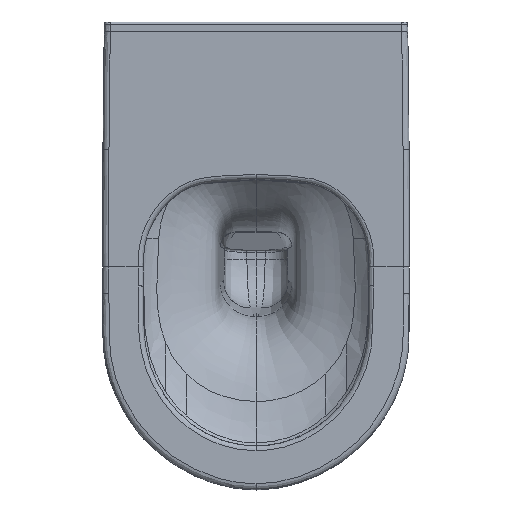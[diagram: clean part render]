
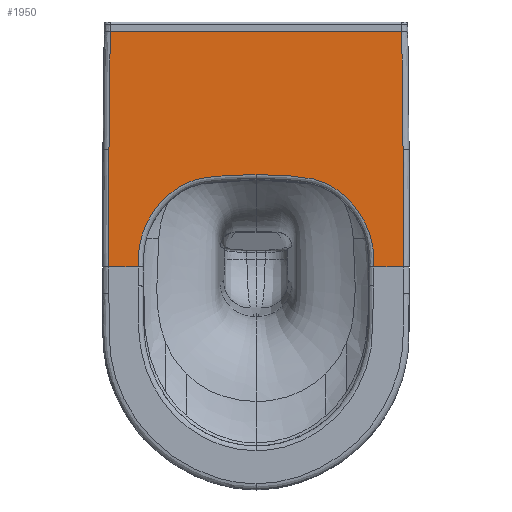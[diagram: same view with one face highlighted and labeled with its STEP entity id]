
A CAD part, top view. The second image highlights one B-rep face of the part: STEP entity #1950.
In plain terms, the highlighted planar face has unit normal (0, 0, 1).
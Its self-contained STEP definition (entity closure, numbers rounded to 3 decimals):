
#1950=ADVANCED_FACE('',(#2907),#2297,.F.);
#2297=PLANE('',#15056);
#2907=FACE_OUTER_BOUND('',#3830,.T.);
#3830=EDGE_LOOP('',(#7685,#7686,#7687,#7688,#7689,#7690,#7691,#7692,#7693));
#4254=LINE('',#209080,#4427);
#4255=LINE('',#209097,#4428);
#4256=LINE('',#209153,#4429);
#4427=VECTOR('',#16139,1.);
#4428=VECTOR('',#16142,1.);
#4429=VECTOR('',#16143,1.);
#7685=ORIENTED_EDGE('',*,*,#12196,.T.);
#7686=ORIENTED_EDGE('',*,*,#12198,.T.);
#7687=ORIENTED_EDGE('',*,*,#12199,.T.);
#7688=ORIENTED_EDGE('',*,*,#12200,.F.);
#7689=ORIENTED_EDGE('',*,*,#12201,.T.);
#7690=ORIENTED_EDGE('',*,*,#12202,.T.);
#7691=ORIENTED_EDGE('',*,*,#12203,.F.);
#7692=ORIENTED_EDGE('',*,*,#12204,.T.);
#7693=ORIENTED_EDGE('',*,*,#12205,.T.);
#10153=VERTEX_POINT('',#209079);
#10154=VERTEX_POINT('',#209081);
#10155=VERTEX_POINT('',#209091);
#10156=VERTEX_POINT('',#209096);
#10157=VERTEX_POINT('',#209098);
#10158=VERTEX_POINT('',#209125);
#10159=VERTEX_POINT('',#209152);
#10160=VERTEX_POINT('',#209154);
#10161=VERTEX_POINT('',#209159);
#12196=EDGE_CURVE('',#10154,#10153,#4254,.T.);
#12198=EDGE_CURVE('',#10153,#10155,#14093,.T.);
#12199=EDGE_CURVE('',#10155,#10156,#14094,.T.);
#12200=EDGE_CURVE('',#10157,#10156,#4255,.T.);
#12201=EDGE_CURVE('',#10157,#10158,#14095,.T.);
#12202=EDGE_CURVE('',#10158,#10159,#14096,.T.);
#12203=EDGE_CURVE('',#10160,#10159,#4256,.T.);
#12204=EDGE_CURVE('',#10160,#10161,#14097,.T.);
#12205=EDGE_CURVE('',#10161,#10154,#14098,.T.);
#14093=B_SPLINE_CURVE_WITH_KNOTS('',3,(#209087,#209088,#209089,#209090),
 .UNSPECIFIED.,.F.,.F.,(4,4),(0.,1.),.UNSPECIFIED.);
#14094=B_SPLINE_CURVE_WITH_KNOTS('',3,(#209092,#209093,#209094,#209095),
 .UNSPECIFIED.,.F.,.F.,(4,4),(0.,1.),.UNSPECIFIED.);
#14095=B_SPLINE_CURVE_WITH_KNOTS('',3,(#209099,#209100,#209101,#209102,
#209103,#209104,#209105,#209106,#209107,#209108,#209109,#209110,#209111,
#209112,#209113,#209114,#209115,#209116,#209117,#209118,#209119,#209120,
#209121,#209122,#209123,#209124),.UNSPECIFIED.,.F.,.F.,(4,2,2,2,2,2,2,2,
2,2,2,2,4),(0.,0.063,0.125,0.25,0.313,
0.375,0.5,0.563,0.625,0.688,0.75,0.875,1.),.UNSPECIFIED.);
#14096=B_SPLINE_CURVE_WITH_KNOTS('',3,(#209126,#209127,#209128,#209129,
#209130,#209131,#209132,#209133,#209134,#209135,#209136,#209137,#209138,
#209139,#209140,#209141,#209142,#209143,#209144,#209145,#209146,#209147,
#209148,#209149,#209150,#209151),.UNSPECIFIED.,.F.,.F.,(4,2,2,2,2,2,2,2,
2,2,2,2,4),(0.,0.125,0.25,0.313,0.375,0.438,0.5,0.625,0.687,
0.75,0.875,0.938,1.),.UNSPECIFIED.);
#14097=B_SPLINE_CURVE_WITH_KNOTS('',3,(#209155,#209156,#209157,#209158),
 .UNSPECIFIED.,.F.,.F.,(4,4),(0.,1.),.UNSPECIFIED.);
#14098=B_SPLINE_CURVE_WITH_KNOTS('',3,(#209160,#209161,#209162,#209163),
 .UNSPECIFIED.,.F.,.F.,(4,4),(0.,1.),.UNSPECIFIED.);
#15056=AXIS2_PLACEMENT_3D('',#209164,#16144,#16145);
#16139=DIRECTION('',(-1.,0.,0.));
#16142=DIRECTION('',(-1.,0.,0.));
#16143=DIRECTION('',(-1.,0.,0.));
#16144=DIRECTION('',(0.,0.,-1.));
#16145=DIRECTION('',(1.,0.,0.));
#209079=CARTESIAN_POINT('',(-168.577,-10.309,0.047));
#209080=CARTESIAN_POINT('',(169.92,-10.309,0.047));
#209081=CARTESIAN_POINT('',(168.577,-10.309,0.047));
#209087=CARTESIAN_POINT('',(-168.577,-10.309,0.047));
#209088=CARTESIAN_POINT('',(-169.248,-55.684,0.047));
#209089=CARTESIAN_POINT('',(-169.77,-101.062,0.047));
#209090=CARTESIAN_POINT('',(-170.06,-146.441,0.047));
#209091=CARTESIAN_POINT('',(-170.06,-146.441,0.047));
#209092=CARTESIAN_POINT('',(-170.06,-146.441,0.047));
#209093=CARTESIAN_POINT('',(-170.349,-191.717,0.047));
#209094=CARTESIAN_POINT('',(-170.482,-236.994,0.047));
#209095=CARTESIAN_POINT('',(-170.318,-282.271,0.047));
#209096=CARTESIAN_POINT('',(-170.318,-282.271,0.047));
#209097=CARTESIAN_POINT('',(-144.065,-282.271,0.047));
#209098=CARTESIAN_POINT('',(-136.253,-282.271,0.047));
#209099=CARTESIAN_POINT('',(-136.256,-282.271,0.047));
#209100=CARTESIAN_POINT('',(-136.228,-278.065,0.047));
#209101=CARTESIAN_POINT('',(-136.262,-273.857,0.047));
#209102=CARTESIAN_POINT('',(-135.883,-265.46,0.047));
#209103=CARTESIAN_POINT('',(-135.447,-261.25,0.047));
#209104=CARTESIAN_POINT('',(-133.288,-248.844,0.047));
#209105=CARTESIAN_POINT('',(-130.829,-240.928,0.047));
#209106=CARTESIAN_POINT('',(-125.585,-229.592,0.047));
#209107=CARTESIAN_POINT('',(-123.553,-225.878,0.047));
#209108=CARTESIAN_POINT('',(-119.062,-218.785,0.047));
#209109=CARTESIAN_POINT('',(-116.613,-215.41,0.047));
#209110=CARTESIAN_POINT('',(-108.741,-205.729,0.047));
#209111=CARTESIAN_POINT('',(-102.785,-199.793,0.047));
#209112=CARTESIAN_POINT('',(-92.732,-192.117,0.047));
#209113=CARTESIAN_POINT('',(-89.216,-189.786,0.047));
#209114=CARTESIAN_POINT('',(-81.913,-185.8,0.047));
#209115=CARTESIAN_POINT('',(-78.093,-184.167,0.047));
#209116=CARTESIAN_POINT('',(-70.177,-181.489,0.047));
#209117=CARTESIAN_POINT('',(-66.087,-180.386,0.047));
#209118=CARTESIAN_POINT('',(-57.906,-178.809,0.047));
#209119=CARTESIAN_POINT('',(-53.79,-178.319,0.047));
#209120=CARTESIAN_POINT('',(-41.428,-177.027,0.047));
#209121=CARTESIAN_POINT('',(-33.165,-176.433,0.047));
#209122=CARTESIAN_POINT('',(-16.609,-175.573,0.047));
#209123=CARTESIAN_POINT('',(-8.314,-175.345,0.047));
#209124=CARTESIAN_POINT('',(0.,-175.345,0.047));
#209125=CARTESIAN_POINT('',(0.,-175.345,0.047));
#209126=CARTESIAN_POINT('',(0.,-175.345,0.047));
#209127=CARTESIAN_POINT('',(8.314,-175.345,0.047));
#209128=CARTESIAN_POINT('',(16.609,-175.573,0.047));
#209129=CARTESIAN_POINT('',(33.165,-176.433,0.047));
#209130=CARTESIAN_POINT('',(41.428,-177.027,0.047));
#209131=CARTESIAN_POINT('',(53.79,-178.319,0.047));
#209132=CARTESIAN_POINT('',(57.906,-178.809,0.047));
#209133=CARTESIAN_POINT('',(66.087,-180.386,0.047));
#209134=CARTESIAN_POINT('',(70.177,-181.489,0.047));
#209135=CARTESIAN_POINT('',(78.093,-184.167,0.047));
#209136=CARTESIAN_POINT('',(81.913,-185.8,0.047));
#209137=CARTESIAN_POINT('',(89.216,-189.786,0.047));
#209138=CARTESIAN_POINT('',(92.732,-192.117,0.047));
#209139=CARTESIAN_POINT('',(102.785,-199.793,0.047));
#209140=CARTESIAN_POINT('',(108.741,-205.729,0.047));
#209141=CARTESIAN_POINT('',(116.613,-215.41,0.047));
#209142=CARTESIAN_POINT('',(119.062,-218.785,0.047));
#209143=CARTESIAN_POINT('',(123.553,-225.878,0.047));
#209144=CARTESIAN_POINT('',(125.585,-229.592,0.047));
#209145=CARTESIAN_POINT('',(130.829,-240.928,0.047));
#209146=CARTESIAN_POINT('',(133.288,-248.844,0.047));
#209147=CARTESIAN_POINT('',(135.447,-261.25,0.047));
#209148=CARTESIAN_POINT('',(135.883,-265.46,0.047));
#209149=CARTESIAN_POINT('',(136.262,-273.857,0.047));
#209150=CARTESIAN_POINT('',(136.228,-278.065,0.047));
#209151=CARTESIAN_POINT('',(136.256,-282.271,0.047));
#209152=CARTESIAN_POINT('',(136.253,-282.271,0.047));
#209153=CARTESIAN_POINT('',(144.065,-282.271,0.047));
#209154=CARTESIAN_POINT('',(170.318,-282.271,0.047));
#209155=CARTESIAN_POINT('',(170.318,-282.271,0.047));
#209156=CARTESIAN_POINT('',(170.482,-236.994,0.047));
#209157=CARTESIAN_POINT('',(170.349,-191.717,0.047));
#209158=CARTESIAN_POINT('',(170.06,-146.441,0.047));
#209159=CARTESIAN_POINT('',(170.06,-146.441,0.047));
#209160=CARTESIAN_POINT('',(170.06,-146.441,0.047));
#209161=CARTESIAN_POINT('',(169.77,-101.062,0.047));
#209162=CARTESIAN_POINT('',(169.248,-55.684,0.047));
#209163=CARTESIAN_POINT('',(168.577,-10.309,0.047));
#209164=CARTESIAN_POINT('',(145.181,15.684,0.047));
